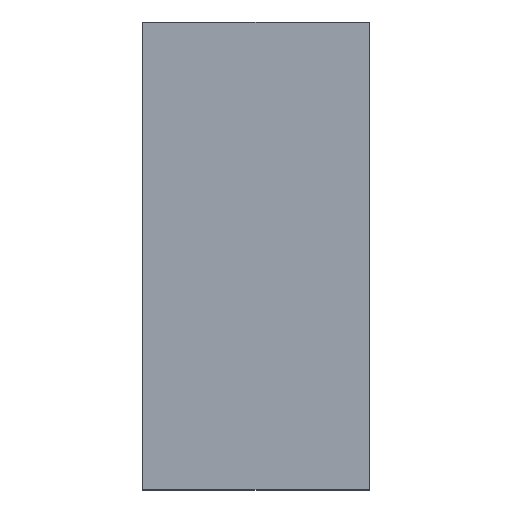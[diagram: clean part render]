
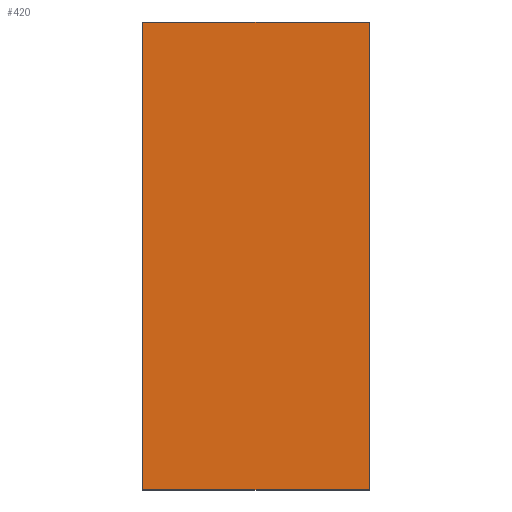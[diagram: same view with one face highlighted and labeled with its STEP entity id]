
A CAD part, top view. The second image highlights one B-rep face of the part: STEP entity #420.
In plain terms, the highlighted planar face has unit normal (0, 0, 1).
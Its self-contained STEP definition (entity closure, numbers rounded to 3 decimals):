
#412=AXIS2_PLACEMENT_3D('Plane Axis2P3D',#409,#410,#411) ;
#177=CARTESIAN_POINT('Vertex',(4.85,10.,4.)) ;
#180=CARTESIAN_POINT('Line Origine',(4.85,5.,4.)) ;
#184=CARTESIAN_POINT('Vertex',(4.85,0.,4.)) ;
#231=CARTESIAN_POINT('Vertex',(0.,10.,4.)) ;
#234=CARTESIAN_POINT('Line Origine',(2.425,10.,4.)) ;
#271=CARTESIAN_POINT('Vertex',(0.,0.,4.)) ;
#274=CARTESIAN_POINT('Line Origine',(0.,5.,4.)) ;
#395=CARTESIAN_POINT('Line Origine',(2.425,0.,4.)) ;
#409=CARTESIAN_POINT('Axis2P3D Location',(2.425,10.,4.)) ;
#181=DIRECTION('Vector Direction',(0.,-1.,0.)) ;
#235=DIRECTION('Vector Direction',(-1.,0.,0.)) ;
#275=DIRECTION('Vector Direction',(0.,1.,0.)) ;
#396=DIRECTION('Vector Direction',(1.,0.,0.)) ;
#410=DIRECTION('Axis2P3D Direction',(0.,0.,1.)) ;
#411=DIRECTION('Axis2P3D XDirection',(0.,1.,0.)) ;
#182=VECTOR('Line Direction',#181,1.) ;
#236=VECTOR('Line Direction',#235,1.) ;
#276=VECTOR('Line Direction',#275,1.) ;
#397=VECTOR('Line Direction',#396,1.) ;
#415=ORIENTED_EDGE('',*,*,#399,.T.) ;
#416=ORIENTED_EDGE('',*,*,#186,.T.) ;
#417=ORIENTED_EDGE('',*,*,#238,.T.) ;
#418=ORIENTED_EDGE('',*,*,#278,.T.) ;
#420=ADVANCED_FACE('S3D gedreht',(#419),#413,.T.) ;
#186=EDGE_CURVE('',#185,#178,#183,.F.) ;
#238=EDGE_CURVE('',#178,#232,#237,.T.) ;
#278=EDGE_CURVE('',#232,#272,#277,.F.) ;
#399=EDGE_CURVE('',#272,#185,#398,.T.) ;
#414=EDGE_LOOP('',(#415,#416,#417,#418)) ;
#419=FACE_OUTER_BOUND('',#414,.T.) ;
#183=LINE('Line',#180,#182) ;
#237=LINE('Line',#234,#236) ;
#277=LINE('Line',#274,#276) ;
#398=LINE('Line',#395,#397) ;
#413=PLANE('',#412) ;
#178=VERTEX_POINT('',#177) ;
#185=VERTEX_POINT('',#184) ;
#232=VERTEX_POINT('',#231) ;
#272=VERTEX_POINT('',#271) ;
